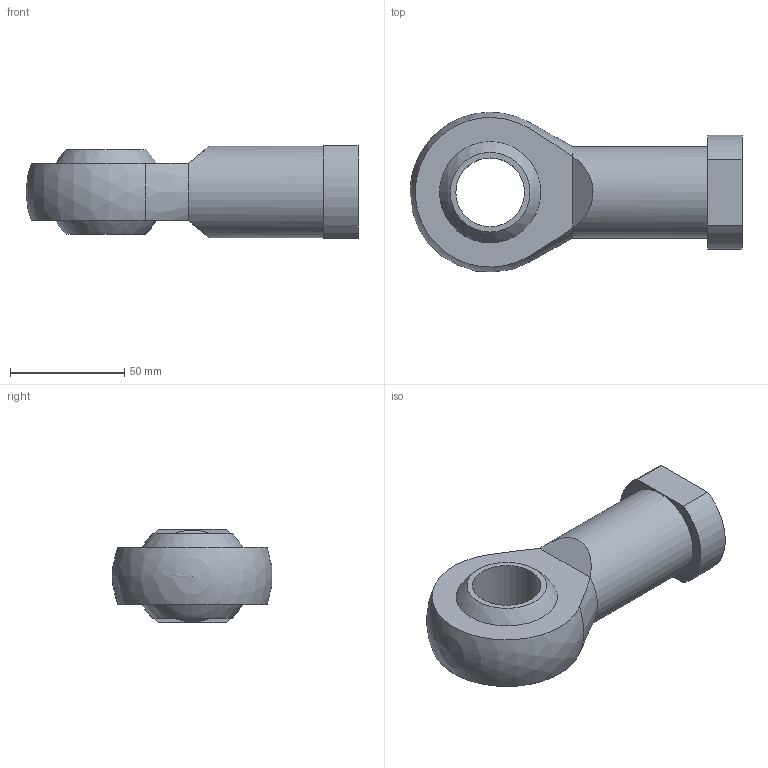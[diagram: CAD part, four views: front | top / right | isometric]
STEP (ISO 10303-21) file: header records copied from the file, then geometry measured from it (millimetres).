
FILE_DESCRIPTION(/* description */ ('Alibre Inc.'),/* implementation_level */ '2;1');
FILE_NAME(/* name */ 'export-00FBB1EE-F340-48F0-AEE5-15D78D7ED5E0',/* time_stamp */ '2021-07-03T16:53:49+02:00',/* author */ (''),/* organization */ (''),/* preprocessor_version */ 'ST-DEVELOPER v17',/* originating_system */ 'Alibre',/* authorisation */ '');
FILE_SCHEMA (('AUTOMOTIVE_DESIGN'));
Length unit declared in the file: millimetre
Products named in the file (1): _W0951252025-74
Bounding box: 145 x 69.7 x 41 mm (x, y, z)
Volume: 154844.9 mm3; surface area: 31684.6 mm2
Topology: 1 solids, 1 shells, 22 faces, 47 edges, 31 vertices
Faces by surface type: plane 10, cylinder 5, cone 4, sphere 3
Full cylindrical faces by diameter (mm): 24.835 x1, 30 x1, 40 x1
Entity records: 633 total; most frequent: CARTESIAN_POINT 106, DIRECTION 101, ORIENTED_EDGE 90, AXIS2_PLACEMENT_3D 48, EDGE_CURVE 45, VERTEX_POINT 31, EDGE_LOOP 30, FACE_BOUND 30
